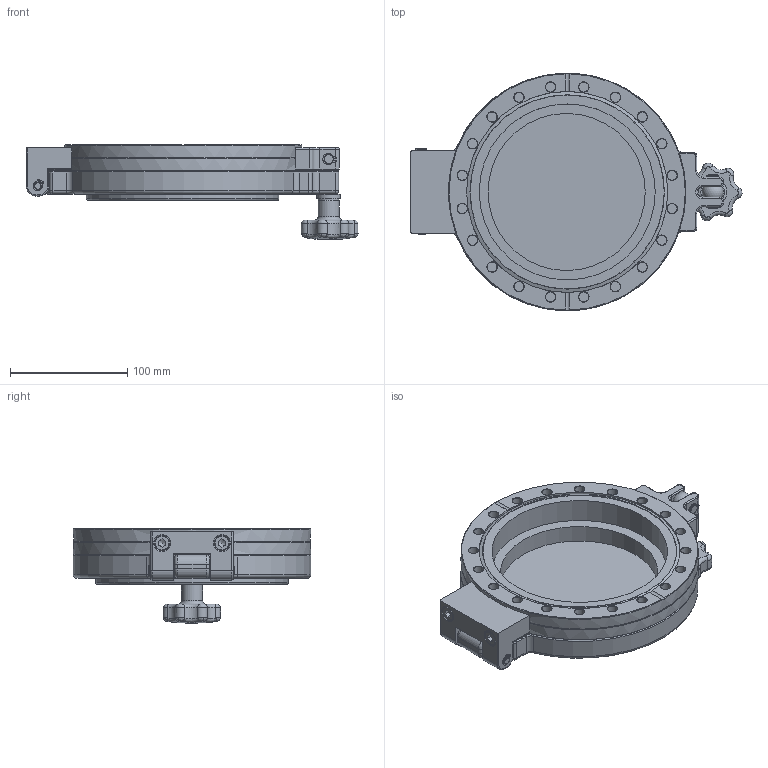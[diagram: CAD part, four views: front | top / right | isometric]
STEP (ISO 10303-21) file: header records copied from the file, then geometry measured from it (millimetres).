
FILE_DESCRIPTION(/* description */ (''),/* implementation_level */ '2;1');
FILE_NAME(/* name */ 'QAD160VP Simplified.stp',/* time_stamp */ '2023-03-27T16:26:13+01:00',/* author */ ('NCollins'),/* organization */ (''),/* preprocessor_version */ 'ST-DEVELOPER v19.2',/* originating_system */ 'Autodesk Inventor 2023',/* authorisation */ '');
FILE_SCHEMA (('AUTOMOTIVE_DESIGN { 1 0 10303 214 3 1 1 }'));
Length unit declared in the file: inch
Products named in the file (1): QAD160VP Simplified
Bounding box: 282.99 x 202.44 x 80.86 mm (x, y, z)
Volume: 914753.3 mm3; surface area: 193965.3 mm2
Topology: 1 solids, 13 shells, 769 faces, 1832 edges, 1142 vertices
Faces by surface type: cylinder 279, plane 269, torus 99, cone 78, bspline 34, sphere 10
Full cylindrical faces by diameter (mm): 1.2 x4, 3.242 x10, 3.813 x8, 4 x8, 5.7 x2, 6 x5, 6.6 x2, 6.647 x3, 7.6 x2, 8 x17, 8.2 x1, 8.433 x20, 8.5 x1, 9 x2, 10 x4, 10.5 x2, 13 x22, 13.5 x2, 14 x2, 18 x2, 20 x1, 134 x2, 136.4 x1, 145 x2, 150 x1, 153 x1, 164.2 x1, 171.45 x1, 202.438 x2
Entity records: 25061 total; most frequent: CARTESIAN_POINT 6956, DIRECTION 3995, ORIENTED_EDGE 3598, EDGE_CURVE 1799, AXIS2_PLACEMENT_3D 1644, VERTEX_POINT 1142, CIRCLE 904, EDGE_LOOP 881
